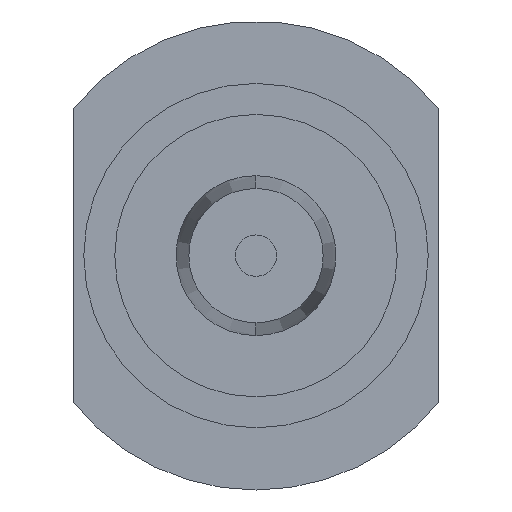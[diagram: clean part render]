
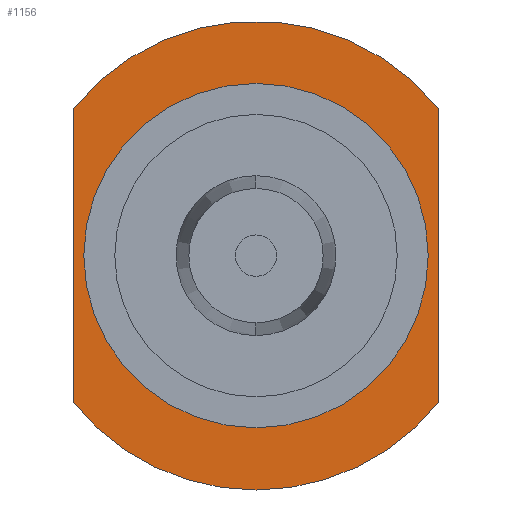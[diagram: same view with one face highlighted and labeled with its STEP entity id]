
A CAD part, left-side view. The second image highlights one B-rep face of the part: STEP entity #1156.
In plain terms, the highlighted planar face has unit normal (-1, 0, 0).
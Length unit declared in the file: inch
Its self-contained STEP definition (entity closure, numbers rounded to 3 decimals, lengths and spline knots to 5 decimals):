
#10 = DIRECTION ( 'NONE',  ( 0., 0., -1. ) ) ;
#46 = CARTESIAN_POINT ( 'NONE',  ( 1.83012, -0.20866, -0.16804 ) ) ;
#77 = EDGE_LOOP ( 'NONE', ( #449, #153, #193, #1317, #624 ) ) ;
#81 = EDGE_CURVE ( 'NONE', #89, #1034, #151, .T. ) ;
#89 = VERTEX_POINT ( 'NONE', #46 ) ;
#135 = VERTEX_POINT ( 'NONE', #309 ) ;
#151 = CIRCLE ( 'NONE', #1493, 0.26791 ) ;
#153 = ORIENTED_EDGE ( 'NONE', *, *, #1200, .T. ) ;
#172 = DIRECTION ( 'NONE',  ( 1., 0., 0. ) ) ;
#193 = ORIENTED_EDGE ( 'NONE', *, *, #1475, .F. ) ;
#202 = ORIENTED_EDGE ( 'NONE', *, *, #426, .T. ) ;
#239 = AXIS2_PLACEMENT_3D ( 'NONE', #991, #1112, #1362 ) ;
#252 = DIRECTION ( 'NONE',  ( 1., 0., 0. ) ) ;
#273 = CARTESIAN_POINT ( 'NONE',  ( 1.83012, 0.20866, -0.16804 ) ) ;
#295 = DIRECTION ( 'NONE',  ( 0., 0., -1. ) ) ;
#309 = CARTESIAN_POINT ( 'NONE',  ( 1.83012, 0.20866, 0.16804 ) ) ;
#344 = VERTEX_POINT ( 'NONE', #1368 ) ;
#373 = EDGE_LOOP ( 'NONE', ( #202, #965 ) ) ;
#376 = LINE ( 'NONE', #552, #1303 ) ;
#384 = CARTESIAN_POINT ( 'NONE',  ( 1.83012, 0., 0. ) ) ;
#426 = EDGE_CURVE ( 'NONE', #1070, #794, #1146, .T. ) ;
#431 = DIRECTION ( 'NONE',  ( -1., 0., 0. ) ) ;
#449 = ORIENTED_EDGE ( 'NONE', *, *, #81, .F. ) ;
#472 = FACE_OUTER_BOUND ( 'NONE', #77, .T. ) ;
#493 = FACE_BOUND ( 'NONE', #373, .T. ) ;
#506 = DIRECTION ( 'NONE',  ( 1., 0., 0. ) ) ;
#552 = CARTESIAN_POINT ( 'NONE',  ( 1.83012, -0.20866, -0.15295 ) ) ;
#567 = EDGE_CURVE ( 'NONE', #1034, #795, #1281, .T. ) ;
#624 = ORIENTED_EDGE ( 'NONE', *, *, #567, .F. ) ;
#708 = CIRCLE ( 'NONE', #1382, 0.26791 ) ;
#771 = CARTESIAN_POINT ( 'NONE',  ( 1.83012, 0., 0. ) ) ;
#794 = VERTEX_POINT ( 'NONE', #1249 ) ;
#795 = VERTEX_POINT ( 'NONE', #273 ) ;
#832 = AXIS2_PLACEMENT_3D ( 'NONE', #1272, #252, #1029 ) ;
#871 = EDGE_CURVE ( 'NONE', #794, #1070, #956, .T. ) ;
#894 = DIRECTION ( 'NONE',  ( 1., 0., 0. ) ) ;
#895 = LINE ( 'NONE', #1051, #1474 ) ;
#909 = DIRECTION ( 'NONE',  ( 0., 0., -1. ) ) ;
#956 = CIRCLE ( 'NONE', #832, 0.15295 ) ;
#957 = DIRECTION ( 'NONE',  ( 0., 0., 1. ) ) ;
#965 = ORIENTED_EDGE ( 'NONE', *, *, #871, .T. ) ;
#991 = CARTESIAN_POINT ( 'NONE',  ( 1.83012, 0., 0. ) ) ;
#1012 = EDGE_CURVE ( 'NONE', #135, #795, #895, .T. ) ;
#1029 = DIRECTION ( 'NONE',  ( 0., 0., -1. ) ) ;
#1034 = VERTEX_POINT ( 'NONE', #1427 ) ;
#1051 = CARTESIAN_POINT ( 'NONE',  ( 1.83012, 0.20866, -0.15295 ) ) ;
#1070 = VERTEX_POINT ( 'NONE', #1190 ) ;
#1112 = DIRECTION ( 'NONE',  ( 1., 0., 0. ) ) ;
#1146 = CIRCLE ( 'NONE', #239, 0.15295 ) ;
#1156 = ADVANCED_FACE ( 'NONE', ( #493, #472 ), #1555, .T. ) ;
#1159 = AXIS2_PLACEMENT_3D ( 'NONE', #1571, #431, #957 ) ;
#1190 = CARTESIAN_POINT ( 'NONE',  ( 1.83012, 0., -0.15295 ) ) ;
#1200 = EDGE_CURVE ( 'NONE', #89, #344, #376, .T. ) ;
#1249 = CARTESIAN_POINT ( 'NONE',  ( 1.83012, 0., 0.15295 ) ) ;
#1272 = CARTESIAN_POINT ( 'NONE',  ( 1.83012, 0., 0. ) ) ;
#1281 = CIRCLE ( 'NONE', #1354, 0.26791 ) ;
#1303 = VECTOR ( 'NONE', #1565, 39.37008 ) ;
#1317 = ORIENTED_EDGE ( 'NONE', *, *, #1012, .T. ) ;
#1354 = AXIS2_PLACEMENT_3D ( 'NONE', #771, #506, #1504 ) ;
#1362 = DIRECTION ( 'NONE',  ( 0., 0., -1. ) ) ;
#1368 = CARTESIAN_POINT ( 'NONE',  ( 1.83012, -0.20866, 0.16804 ) ) ;
#1382 = AXIS2_PLACEMENT_3D ( 'NONE', #384, #894, #10 ) ;
#1417 = CARTESIAN_POINT ( 'NONE',  ( 1.83012, 0., 0. ) ) ;
#1427 = CARTESIAN_POINT ( 'NONE',  ( 1.83012, 0., -0.26791 ) ) ;
#1474 = VECTOR ( 'NONE', #909, 39.37008 ) ;
#1475 = EDGE_CURVE ( 'NONE', #135, #344, #708, .T. ) ;
#1493 = AXIS2_PLACEMENT_3D ( 'NONE', #1417, #172, #295 ) ;
#1504 = DIRECTION ( 'NONE',  ( 0., 0., -1. ) ) ;
#1555 = PLANE ( 'NONE',  #1159 ) ;
#1565 = DIRECTION ( 'NONE',  ( 0., 0., 1. ) ) ;
#1571 = CARTESIAN_POINT ( 'NONE',  ( 1.83012, 0., -0.15295 ) ) ;
